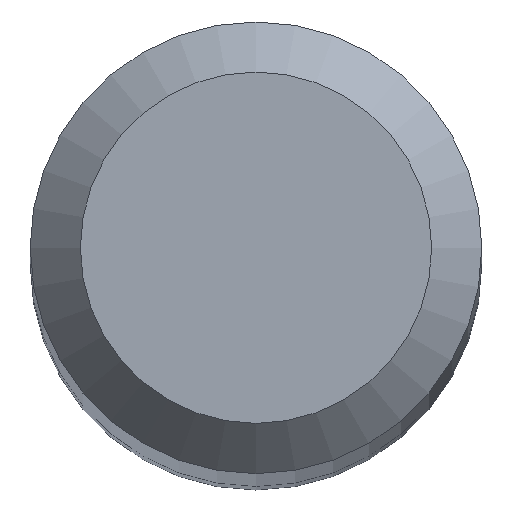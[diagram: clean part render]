
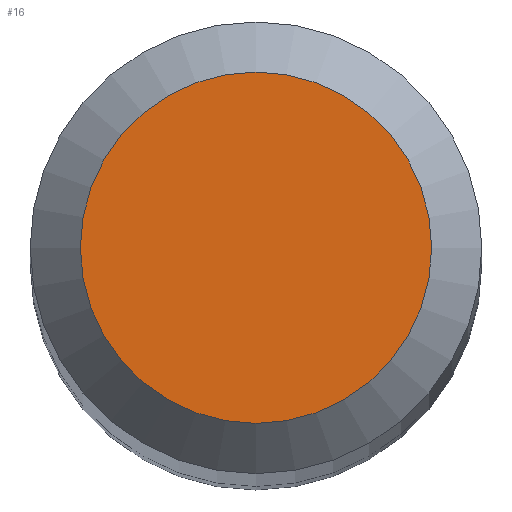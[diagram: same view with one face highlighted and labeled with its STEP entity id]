
A CAD part, top view. The second image highlights one B-rep face of the part: STEP entity #16.
In plain terms, the highlighted planar face has unit normal (0, 0, 1).
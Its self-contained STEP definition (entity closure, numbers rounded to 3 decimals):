
#16 = ADVANCED_FACE ( 'NONE', ( #197 ), #182, .F. ) ;
#24 = CARTESIAN_POINT ( 'NONE',  ( 0., 0., 38. ) ) ;
#55 = DIRECTION ( 'NONE',  ( 0., 0., -1. ) ) ;
#64 = AXIS2_PLACEMENT_3D ( 'NONE', #110, #83, #177 ) ;
#66 = CIRCLE ( 'NONE', #190, 0.7 ) ;
#67 = EDGE_CURVE ( 'NONE', #81, #81, #66, .T. ) ;
#81 = VERTEX_POINT ( 'NONE', #159 ) ;
#83 = DIRECTION ( 'NONE',  ( 0., 0., -1. ) ) ;
#110 = CARTESIAN_POINT ( 'NONE',  ( 0., 0., 38. ) ) ;
#126 = DIRECTION ( 'NONE',  ( 0., 1., 0. ) ) ;
#149 = ORIENTED_EDGE ( 'NONE', *, *, #67, .F. ) ;
#159 = CARTESIAN_POINT ( 'NONE',  ( 0., 0.7, 38. ) ) ;
#165 = EDGE_LOOP ( 'NONE', ( #149 ) ) ;
#177 = DIRECTION ( 'NONE',  ( 0., 1., 0. ) ) ;
#182 = PLANE ( 'NONE',  #64 ) ;
#190 = AXIS2_PLACEMENT_3D ( 'NONE', #24, #55, #126 ) ;
#197 = FACE_OUTER_BOUND ( 'NONE', #165, .T. ) ;
